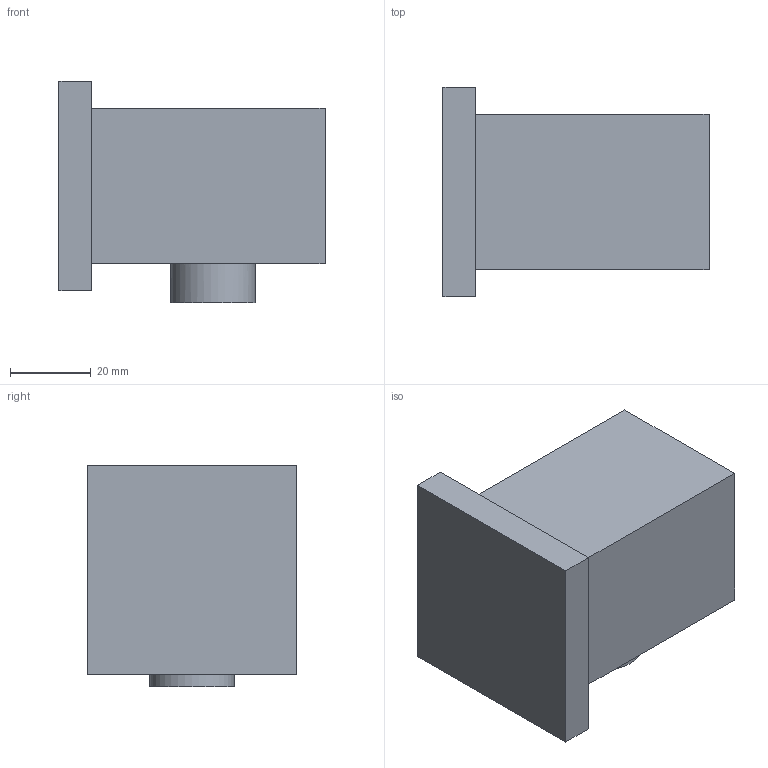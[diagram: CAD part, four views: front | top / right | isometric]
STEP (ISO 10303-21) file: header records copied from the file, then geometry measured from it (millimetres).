
FILE_DESCRIPTION(/* description */ ('Unknown'),/* implementation_level */ '2;1');
FILE_NAME(/* name */ '27704000',/* time_stamp */ '2022-09-09T05:16:10+02:00',/* author */ ('Unknown'),/* organization */ ('GROHE AG'),/* preprocessor_version */ 'ST-DEVELOPER v16.7',/* originating_system */ 'DEX',/* authorisation */ $);
FILE_SCHEMA (('AUTOMOTIVE_DESIGN {1 0 10303 214 3 1 1}'));
Length unit declared in the file: millimetre
Products named in the file (4): 27704000; id47; 1
Assembly tree (3 placements, depth 2):
  27704000
    27704000
    id47
    1
Bounding box: 66 x 52 x 55 mm (x, y, z)
Volume: 21632 mm3; surface area: 19800 mm2
Topology: 1 solids, 3 shells, 13 faces, 43 edges, 34 vertices
Faces by surface type: plane 12, cylinder 1
Full cylindrical faces by diameter (mm): 20.955 x1
Entity records: 575 total; most frequent: CARTESIAN_POINT 119, DIRECTION 72, ORIENTED_EDGE 62, EDGE_CURVE 41, VERTEX_POINT 33, LINE 28, VECTOR 28, AXIS2_PLACEMENT_3D 22
